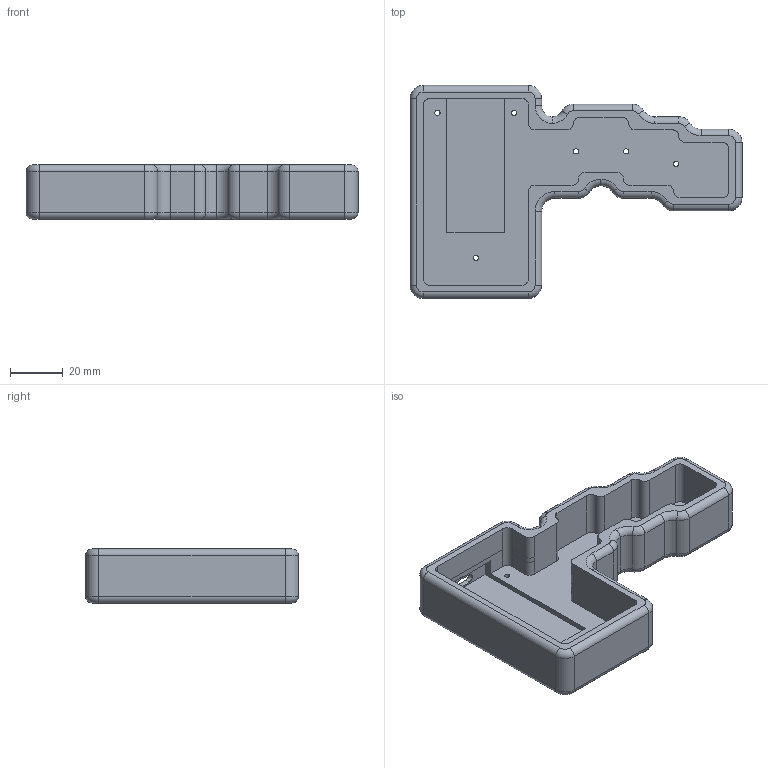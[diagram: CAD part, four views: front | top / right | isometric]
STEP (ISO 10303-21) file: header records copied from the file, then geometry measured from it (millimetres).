
FILE_DESCRIPTION(('HOOPS Exchange Step'),'2;1');
FILE_NAME('temp_export','2023-05-28T18:51:11-04:00',('jscotto'),('Shapr3D Limited'),'HOOPS Exchange 2022.2','Shapr3D','Authorized');
FILE_SCHEMA( ('AUTOMOTIVE_DESIGN { 1 0 10303 214 1 1 1 1 }') );
Length unit declared in the file: millimetre
Products named in the file (1): root
Bounding box: 126.25 x 81 x 20.6 mm (x, y, z)
Volume: 52356.4 mm3; surface area: 27881.9 mm2
Topology: 1 solids, 1 shells, 177 faces, 457 edges, 288 vertices
Faces by surface type: cylinder 86, plane 51, torus 40
Full cylindrical faces by diameter (mm): 2 x6, 4 x6
Entity records: 5615 total; most frequent: CARTESIAN_POINT 1049, DIRECTION 1045, ORIENTED_EDGE 914, EDGE_CURVE 457, AXIS2_PLACEMENT_3D 416, VERTEX_POINT 288, CIRCLE 238, VECTOR 213
